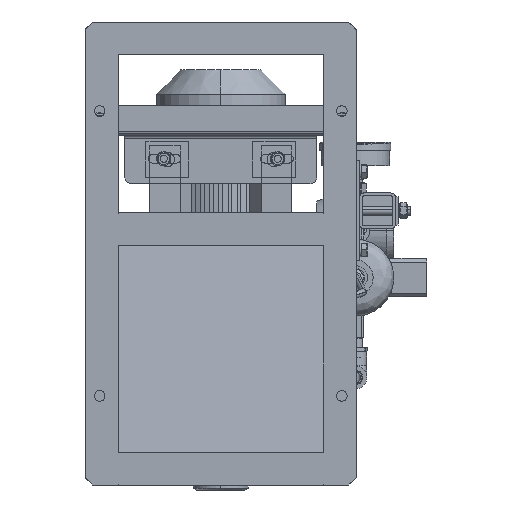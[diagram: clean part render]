
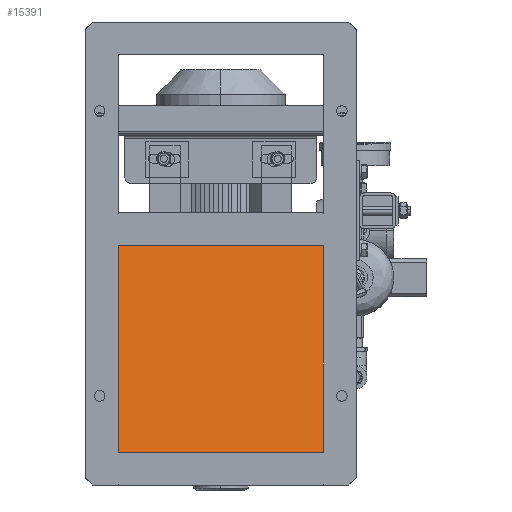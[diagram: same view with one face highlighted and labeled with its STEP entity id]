
A CAD part, front view. The second image highlights one B-rep face of the part: STEP entity #15391.
In plain terms, the highlighted planar face has unit normal (0, -0.985, 0.17).
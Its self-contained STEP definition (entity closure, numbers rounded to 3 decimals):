
#801 = CARTESIAN_POINT ( 'NONE',  ( 144., -174.985, 211. ) ) ;
#2745 = ORIENTED_EDGE ( 'NONE', *, *, #95863, .F. ) ;
#2848 = VERTEX_POINT ( 'NONE', #81179 ) ;
#5124 = AXIS2_PLACEMENT_3D ( 'NONE', #19955, #59385, #10257 ) ;
#9653 = LINE ( 'NONE', #48061, #95513 ) ;
#10257 = DIRECTION ( 'NONE',  ( 0., 0.17, 0.985 ) ) ;
#11814 = FACE_OUTER_BOUND ( 'NONE', #55943, .T. ) ;
#13080 = EDGE_CURVE ( 'NONE', #67718, #14734, #9653, .T. ) ;
#14734 = VERTEX_POINT ( 'NONE', #90902 ) ;
#15391 = ADVANCED_FACE ( 'NONE', ( #11814 ), #60786, .F. ) ;
#19955 = CARTESIAN_POINT ( 'NONE',  ( 144., -224.985, -78.657 ) ) ;
#29112 = ORIENTED_EDGE ( 'NONE', *, *, #102519, .F. ) ;
#29178 = LINE ( 'NONE', #92546, #43365 ) ;
#30808 = VERTEX_POINT ( 'NONE', #43782 ) ;
#31222 = VECTOR ( 'NONE', #74906, 1000. ) ;
#31814 = DIRECTION ( 'NONE',  ( 0., -0.17, -0.985 ) ) ;
#41389 = CARTESIAN_POINT ( 'NONE',  ( -144., -174.985, 211. ) ) ;
#42640 = CARTESIAN_POINT ( 'NONE',  ( 144., -224.985, -78.657 ) ) ;
#43299 = DIRECTION ( 'NONE',  ( -1., 0., 0. ) ) ;
#43365 = VECTOR ( 'NONE', #43299, 1000. ) ;
#43782 = CARTESIAN_POINT ( 'NONE',  ( 144., -174.985, 211. ) ) ;
#48061 = CARTESIAN_POINT ( 'NONE',  ( -144., -224.985, -78.657 ) ) ;
#55943 = EDGE_LOOP ( 'NONE', ( #73109, #63641, #29112, #2745 ) ) ;
#59385 = DIRECTION ( 'NONE',  ( 0., 0.985, -0.17 ) ) ;
#60786 = PLANE ( 'NONE',  #5124 ) ;
#63641 = ORIENTED_EDGE ( 'NONE', *, *, #13080, .T. ) ;
#66119 = VECTOR ( 'NONE', #100067, 1000. ) ;
#67718 = VERTEX_POINT ( 'NONE', #41389 ) ;
#71269 = LINE ( 'NONE', #42640, #66119 ) ;
#73109 = ORIENTED_EDGE ( 'NONE', *, *, #104824, .T. ) ;
#74906 = DIRECTION ( 'NONE',  ( -1., 0., 0. ) ) ;
#81179 = CARTESIAN_POINT ( 'NONE',  ( 144., -224.985, -78.657 ) ) ;
#90185 = LINE ( 'NONE', #801, #31222 ) ;
#90902 = CARTESIAN_POINT ( 'NONE',  ( -144., -224.985, -78.657 ) ) ;
#92546 = CARTESIAN_POINT ( 'NONE',  ( 144., -224.985, -78.657 ) ) ;
#95513 = VECTOR ( 'NONE', #31814, 1000. ) ;
#95863 = EDGE_CURVE ( 'NONE', #30808, #2848, #71269, .T. ) ;
#100067 = DIRECTION ( 'NONE',  ( 0., -0.17, -0.985 ) ) ;
#102519 = EDGE_CURVE ( 'NONE', #2848, #14734, #29178, .T. ) ;
#104824 = EDGE_CURVE ( 'NONE', #30808, #67718, #90185, .T. ) ;
